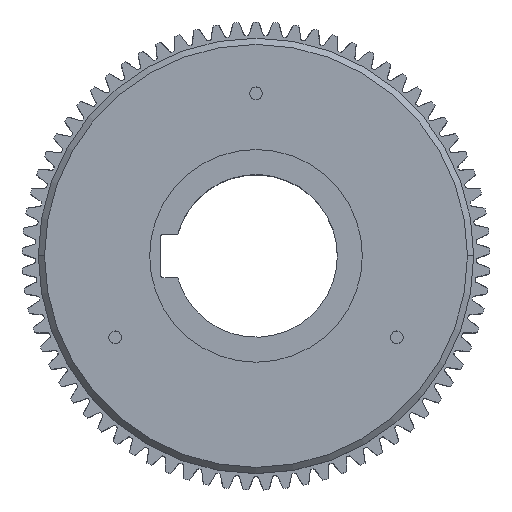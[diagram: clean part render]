
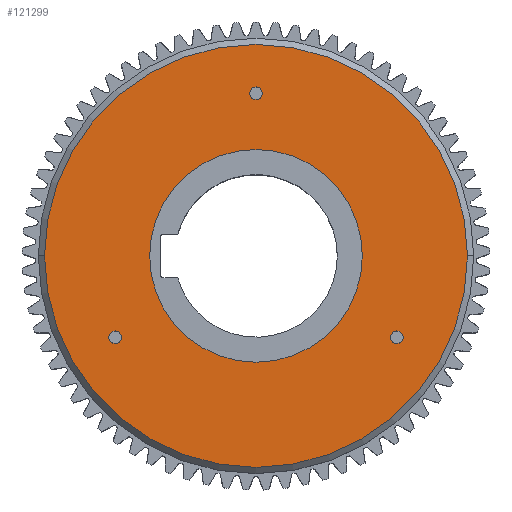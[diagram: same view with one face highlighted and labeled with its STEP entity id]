
A CAD part, top view. The second image highlights one B-rep face of the part: STEP entity #121299.
In plain terms, the highlighted planar face has unit normal (0, 0, 1).
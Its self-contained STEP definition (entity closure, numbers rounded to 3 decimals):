
#73608 = EDGE_CURVE ( 'NONE', #73610, #73611, #236871, .T. ) ;
#73610 = VERTEX_POINT ( 'NONE', #236955 ) ;
#73611 = VERTEX_POINT ( 'NONE', #236954 ) ;
#74729 = EDGE_CURVE ( 'NONE', #74730, #74731, #240625, .T. ) ;
#74730 = VERTEX_POINT ( 'NONE', #240617 ) ;
#74731 = VERTEX_POINT ( 'NONE', #240707 ) ;
#74818 = VERTEX_POINT ( 'NONE', #241057 ) ;
#74821 = EDGE_CURVE ( 'NONE', #74818, #74822, #241051, .T. ) ;
#74822 = VERTEX_POINT ( 'NONE', #241043 ) ;
#74891 = VERTEX_POINT ( 'NONE', #241193 ) ;
#74896 = EDGE_CURVE ( 'NONE', #74891, #74898, #241185, .T. ) ;
#74898 = VERTEX_POINT ( 'NONE', #241175 ) ;
#74939 = VERTEX_POINT ( 'NONE', #241358 ) ;
#74988 = EDGE_CURVE ( 'NONE', #74939, #74989, #241392, .T. ) ;
#74989 = VERTEX_POINT ( 'NONE', #241386 ) ;
#121046 = EDGE_CURVE ( 'NONE', #74898, #74891, #245002, .T. ) ;
#121073 = ORIENTED_EDGE ( 'NONE', *, *, #74729, .F. ) ;
#121077 = ORIENTED_EDGE ( 'NONE', *, *, #121186, .F. ) ;
#121078 = ORIENTED_EDGE ( 'NONE', *, *, #121046, .F. ) ;
#121083 = ORIENTED_EDGE ( 'NONE', *, *, #74896, .F. ) ;
#121088 = EDGE_LOOP ( 'NONE', ( #121073, #121077 ) ) ;
#121094 = ORIENTED_EDGE ( 'NONE', *, *, #74988, .F. ) ;
#121097 = EDGE_LOOP ( 'NONE', ( #121078, #121083 ) ) ;
#121152 = EDGE_LOOP ( 'NONE', ( #121288, #121289 ) ) ;
#121179 = ORIENTED_EDGE ( 'NONE', *, *, #73608, .T. ) ;
#121186 = EDGE_CURVE ( 'NONE', #74731, #74730, #245559, .T. ) ;
#121189 = EDGE_LOOP ( 'NONE', ( #121192, #121179 ) ) ;
#121192 = ORIENTED_EDGE ( 'NONE', *, *, #121194, .T. ) ;
#121194 = EDGE_CURVE ( 'NONE', #73611, #73610, #245631, .T. ) ;
#121214 = EDGE_CURVE ( 'NONE', #74822, #74818, #245594, .T. ) ;
#121288 = ORIENTED_EDGE ( 'NONE', *, *, #121214, .F. ) ;
#121289 = ORIENTED_EDGE ( 'NONE', *, *, #74821, .F. ) ;
#121290 = EDGE_LOOP ( 'NONE', ( #121292, #121094 ) ) ;
#121292 = ORIENTED_EDGE ( 'NONE', *, *, #121294, .F. ) ;
#121294 = EDGE_CURVE ( 'NONE', #74989, #74939, #245863, .T. ) ;
#121299 = ADVANCED_FACE ( 'NONE', ( #245853, #245948, #245947, #245946, #245945 ), #245865, .T. ) ;
#236864 = CARTESIAN_POINT ( 'NONE',  ( 0., 0., -2. ) ) ;
#236865 = AXIS2_PLACEMENT_3D ( 'NONE', #236864, #236958, #236956 ) ;
#236871 = CIRCLE ( 'NONE', #236865, 169. ) ;
#236954 = CARTESIAN_POINT ( 'NONE',  ( -169., 0., -2. ) ) ;
#236955 = CARTESIAN_POINT ( 'NONE',  ( 169., 0., -2. ) ) ;
#236956 = DIRECTION ( 'NONE',  ( 1., 0., 0. ) ) ;
#236958 = DIRECTION ( 'NONE',  ( 0., 0., 1. ) ) ;
#240617 = CARTESIAN_POINT ( 'NONE',  ( 85., 0., -2. ) ) ;
#240620 = DIRECTION ( 'NONE',  ( 1., 0., 0. ) ) ;
#240622 = DIRECTION ( 'NONE',  ( 0., 0., 1. ) ) ;
#240623 = CARTESIAN_POINT ( 'NONE',  ( 0., 0., -2. ) ) ;
#240624 = AXIS2_PLACEMENT_3D ( 'NONE', #240623, #240622, #240620 ) ;
#240625 = CIRCLE ( 'NONE', #240624, 85. ) ;
#240707 = CARTESIAN_POINT ( 'NONE',  ( -85., 0., -2. ) ) ;
#241043 = CARTESIAN_POINT ( 'NONE',  ( 5., 130., -2. ) ) ;
#241045 = DIRECTION ( 'NONE',  ( 1., 0., 0. ) ) ;
#241047 = DIRECTION ( 'NONE',  ( 0., 0., 1. ) ) ;
#241048 = CARTESIAN_POINT ( 'NONE',  ( 0., 130., -2. ) ) ;
#241050 = AXIS2_PLACEMENT_3D ( 'NONE', #241048, #241047, #241045 ) ;
#241051 = CIRCLE ( 'NONE', #241050, 5. ) ;
#241057 = CARTESIAN_POINT ( 'NONE',  ( -5., 130., -2. ) ) ;
#241175 = CARTESIAN_POINT ( 'NONE',  ( -107.583, -65., -2. ) ) ;
#241177 = DIRECTION ( 'NONE',  ( 1., 0., 0. ) ) ;
#241179 = DIRECTION ( 'NONE',  ( 0., 0., 1. ) ) ;
#241181 = CARTESIAN_POINT ( 'NONE',  ( -112.583, -65., -2. ) ) ;
#241183 = AXIS2_PLACEMENT_3D ( 'NONE', #241181, #241179, #241177 ) ;
#241185 = CIRCLE ( 'NONE', #241183, 5. ) ;
#241193 = CARTESIAN_POINT ( 'NONE',  ( -117.583, -65., -2. ) ) ;
#241358 = CARTESIAN_POINT ( 'NONE',  ( 107.583, -65., -2. ) ) ;
#241386 = CARTESIAN_POINT ( 'NONE',  ( 117.583, -65., -2. ) ) ;
#241388 = DIRECTION ( 'NONE',  ( 1., 0., 0. ) ) ;
#241389 = DIRECTION ( 'NONE',  ( 0., 0., 1. ) ) ;
#241390 = CARTESIAN_POINT ( 'NONE',  ( 112.583, -65., -2. ) ) ;
#241391 = AXIS2_PLACEMENT_3D ( 'NONE', #241390, #241389, #241388 ) ;
#241392 = CIRCLE ( 'NONE', #241391, 5. ) ;
#244995 = DIRECTION ( 'NONE',  ( 1., 0., 0. ) ) ;
#244997 = DIRECTION ( 'NONE',  ( 0., 0., 1. ) ) ;
#244998 = CARTESIAN_POINT ( 'NONE',  ( -112.583, -65., -2. ) ) ;
#245000 = AXIS2_PLACEMENT_3D ( 'NONE', #244998, #244997, #244995 ) ;
#245002 = CIRCLE ( 'NONE', #245000, 5. ) ;
#245551 = DIRECTION ( 'NONE',  ( 1., 0., 0. ) ) ;
#245552 = DIRECTION ( 'NONE',  ( 0., 0., 1. ) ) ;
#245555 = CARTESIAN_POINT ( 'NONE',  ( 0., 0., -2. ) ) ;
#245556 = AXIS2_PLACEMENT_3D ( 'NONE', #245555, #245552, #245551 ) ;
#245559 = CIRCLE ( 'NONE', #245556, 85. ) ;
#245587 = DIRECTION ( 'NONE',  ( 1., 0., 0. ) ) ;
#245589 = DIRECTION ( 'NONE',  ( 0., 0., 1. ) ) ;
#245591 = CARTESIAN_POINT ( 'NONE',  ( 0., 130., -2. ) ) ;
#245592 = AXIS2_PLACEMENT_3D ( 'NONE', #245591, #245589, #245587 ) ;
#245594 = CIRCLE ( 'NONE', #245592, 5. ) ;
#245623 = DIRECTION ( 'NONE',  ( 1., 0., 0. ) ) ;
#245625 = DIRECTION ( 'NONE',  ( 0., 0., 1. ) ) ;
#245627 = CARTESIAN_POINT ( 'NONE',  ( 0., 0., -2. ) ) ;
#245629 = AXIS2_PLACEMENT_3D ( 'NONE', #245627, #245625, #245623 ) ;
#245631 = CIRCLE ( 'NONE', #245629, 169. ) ;
#245853 = FACE_BOUND ( 'NONE', #121152, .T. ) ;
#245855 = DIRECTION ( 'NONE',  ( 1., 0., 0. ) ) ;
#245857 = DIRECTION ( 'NONE',  ( 0., 0., 1. ) ) ;
#245859 = CARTESIAN_POINT ( 'NONE',  ( 112.583, -65., -2. ) ) ;
#245862 = AXIS2_PLACEMENT_3D ( 'NONE', #245859, #245857, #245855 ) ;
#245863 = CIRCLE ( 'NONE', #245862, 5. ) ;
#245865 = PLANE ( 'NONE',  #245944 ) ;
#245934 = DIRECTION ( 'NONE',  ( 1., 0., 0. ) ) ;
#245935 = DIRECTION ( 'NONE',  ( 0., 0., 1. ) ) ;
#245942 = CARTESIAN_POINT ( 'NONE',  ( 0., 0., -2. ) ) ;
#245944 = AXIS2_PLACEMENT_3D ( 'NONE', #245942, #245935, #245934 ) ;
#245945 = FACE_OUTER_BOUND ( 'NONE', #121189, .T. ) ;
#245946 = FACE_BOUND ( 'NONE', #121088, .T. ) ;
#245947 = FACE_BOUND ( 'NONE', #121097, .T. ) ;
#245948 = FACE_BOUND ( 'NONE', #121290, .T. ) ;
